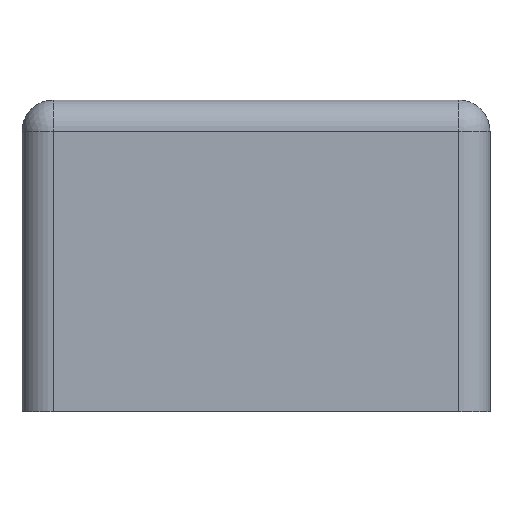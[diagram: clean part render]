
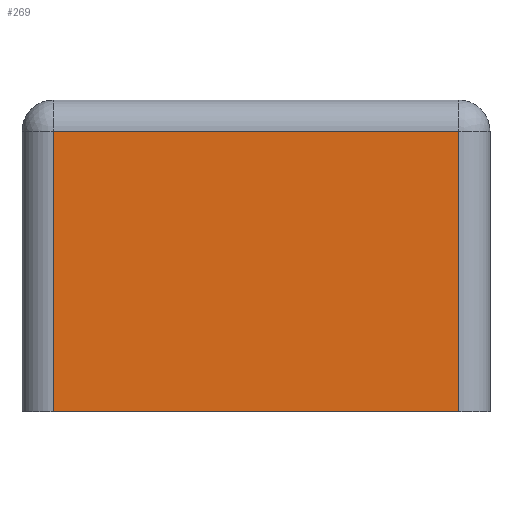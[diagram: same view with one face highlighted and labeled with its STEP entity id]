
A CAD part, left-side view. The second image highlights one B-rep face of the part: STEP entity #269.
In plain terms, the highlighted planar face has unit normal (-1, 0, 0).
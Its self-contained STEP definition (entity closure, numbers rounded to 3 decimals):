
#19=PLANE('',#317);
#21=LINE('',#421,#41);
#24=LINE('',#435,#44);
#36=LINE('',#473,#56);
#40=LINE('',#482,#60);
#41=VECTOR('',#333,10.);
#44=VECTOR('',#348,10.);
#56=VECTOR('',#392,10.);
#60=VECTOR('',#406,10.);
#85=FACE_OUTER_BOUND('',#103,.T.);
#103=EDGE_LOOP('',(#237,#238,#239,#240));
#123=VERTEX_POINT('',#414);
#125=VERTEX_POINT('',#419);
#126=VERTEX_POINT('',#424);
#129=VERTEX_POINT('',#431);
#145=EDGE_CURVE('',#125,#123,#21,.T.);
#152=EDGE_CURVE('',#126,#129,#24,.T.);
#172=EDGE_CURVE('',#123,#126,#36,.T.);
#176=EDGE_CURVE('',#125,#129,#40,.T.);
#237=ORIENTED_EDGE('',*,*,#145,.F.);
#238=ORIENTED_EDGE('',*,*,#176,.T.);
#239=ORIENTED_EDGE('',*,*,#152,.F.);
#240=ORIENTED_EDGE('',*,*,#172,.F.);
#269=ADVANCED_FACE('',(#85),#19,.T.);
#317=AXIS2_PLACEMENT_3D('',#481,#404,#405);
#333=DIRECTION('',(0.,0.,1.));
#348=DIRECTION('',(0.,0.,-1.));
#392=DIRECTION('',(0.,-1.,0.));
#404=DIRECTION('center_axis',(-1.,0.,0.));
#405=DIRECTION('ref_axis',(0.,-1.,0.));
#406=DIRECTION('',(0.,-1.,0.));
#414=CARTESIAN_POINT('',(0.,14.,9.));
#419=CARTESIAN_POINT('',(0.,14.,0.));
#421=CARTESIAN_POINT('',(0.,14.,0.));
#424=CARTESIAN_POINT('',(0.,1.,9.));
#431=CARTESIAN_POINT('',(0.,1.,0.));
#435=CARTESIAN_POINT('',(0.,1.,0.));
#473=CARTESIAN_POINT('',(0.,11.25,9.));
#481=CARTESIAN_POINT('Origin',(0.,15.,0.));
#482=CARTESIAN_POINT('',(0.,15.,0.));
